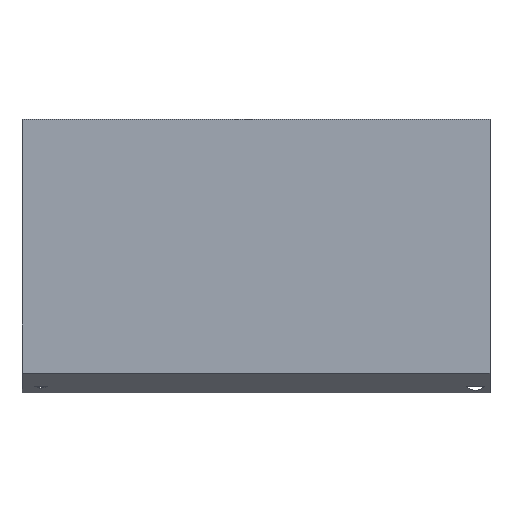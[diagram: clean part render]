
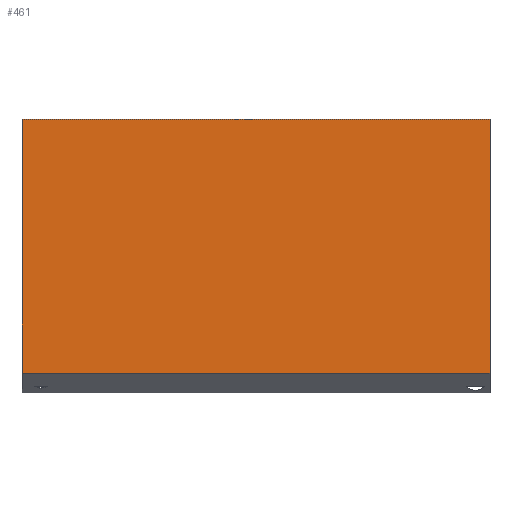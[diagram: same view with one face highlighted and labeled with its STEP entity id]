
A CAD part, top view. The second image highlights one B-rep face of the part: STEP entity #461.
In plain terms, the highlighted planar face has unit normal (0, 0, 1).
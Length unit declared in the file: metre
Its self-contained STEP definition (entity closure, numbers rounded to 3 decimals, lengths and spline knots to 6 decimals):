
#35=LINE('',#713,#85);
#38=LINE('',#719,#88);
#39=LINE('',#721,#89);
#41=LINE('',#725,#91);
#85=VECTOR('',#569,1.);
#88=VECTOR('',#574,1.);
#89=VECTOR('',#577,1.);
#91=VECTOR('',#581,1.);
#150=ORIENTED_EDGE('',*,*,#262,.F.);
#151=ORIENTED_EDGE('',*,*,#265,.T.);
#152=ORIENTED_EDGE('',*,*,#263,.T.);
#153=ORIENTED_EDGE('',*,*,#259,.F.);
#259=EDGE_CURVE('',#318,#319,#35,.T.);
#262=EDGE_CURVE('',#320,#318,#38,.T.);
#263=EDGE_CURVE('',#321,#319,#39,.T.);
#265=EDGE_CURVE('',#320,#321,#41,.T.);
#318=VERTEX_POINT('',#712);
#319=VERTEX_POINT('',#714);
#320=VERTEX_POINT('',#718);
#321=VERTEX_POINT('',#722);
#359=EDGE_LOOP('',(#150,#151,#152,#153));
#401=FACE_BOUND('',#359,.T.);
#436=PLANE('',#507);
#461=ADVANCED_FACE('',(#401),#436,.T.);
#507=AXIS2_PLACEMENT_3D('',#724,#579,#580);
#569=DIRECTION('',(1.,0.,0.));
#574=DIRECTION('',(0.,1.,0.));
#577=DIRECTION('',(0.,1.,0.));
#579=DIRECTION('',(0.,0.,1.));
#580=DIRECTION('',(1.,0.,0.));
#581=DIRECTION('',(1.,0.,0.));
#712=CARTESIAN_POINT('',(0.0002,0.06,0.085));
#713=CARTESIAN_POINT('',(0.06,0.06,0.085));
#714=CARTESIAN_POINT('',(0.12,0.06,0.085));
#718=CARTESIAN_POINT('',(0.0002,-0.005,0.085));
#719=CARTESIAN_POINT('',(0.0002,-0.006464,0.085));
#721=CARTESIAN_POINT('',(0.12,0.,0.085));
#722=CARTESIAN_POINT('',(0.12,-0.005,0.085));
#724=CARTESIAN_POINT('',(0.06,0.025,0.085));
#725=CARTESIAN_POINT('',(0.12,-0.005,0.085));
